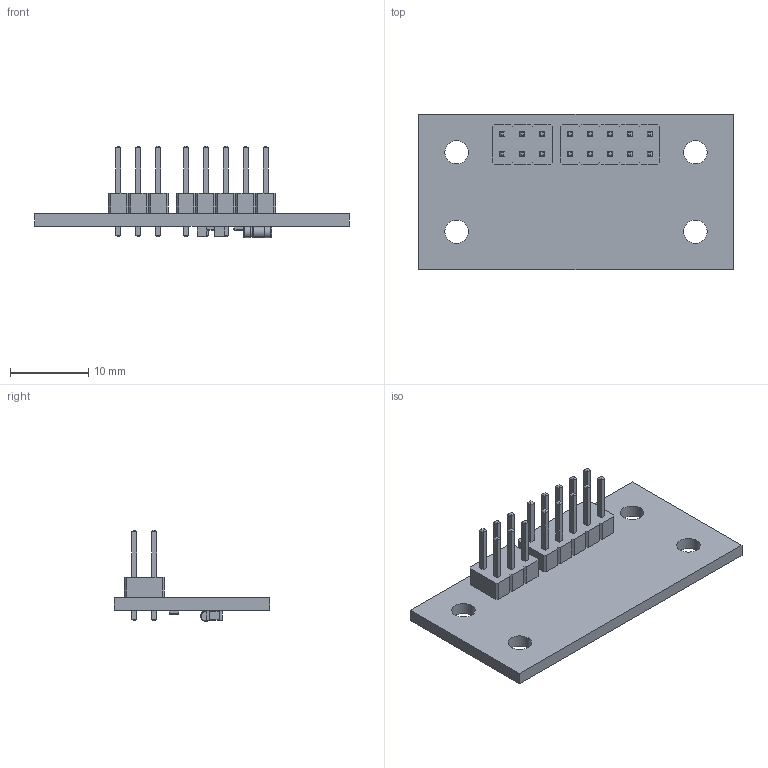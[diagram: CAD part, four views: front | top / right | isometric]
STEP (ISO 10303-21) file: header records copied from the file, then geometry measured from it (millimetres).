
FILE_DESCRIPTION(('KiCad electronic assembly'),'2;1');
FILE_NAME('ALTIMET02A.step','2023-01-20T12:40:23',('Pcbnew'),('Kicad'), 'Open CASCADE STEP processor 7.5','KiCad to STEP converter','Unknown' );
FILE_SCHEMA(('AUTOMOTIVE_DESIGN { 1 0 10303 214 1 1 1 1 }'));
Length unit declared in the file: millimetre
Products named in the file (12): ALTIMET02A 1; PinHeader_2x05_P2.54mm_Vertical; SOLID; PinHeader_2x03_P2.54mm_Vertical; R_0805_2012Metric; C_0805_2012Metric; D_MiniMELF; tmpvlpt_id7 PCB
Assembly tree (13 placements, depth 3):
  ALTIMET02A 1
    PinHeader_2x05_P2.54mm_Vertical
      SOLID
    PinHeader_2x03_P2.54mm_Vertical
      SOLID
    R_0805_2012Metric  x2
      SOLID
    C_0805_2012Metric  x2
      SOLID
    D_MiniMELF
      SOLID
    tmpvlpt_id7 PCB
Bounding box: 40.13 x 19.81 x 11.64 mm (x, y, z)
Volume: 1541.8 mm3; surface area: 2619.7 mm2
Topology: 8 solids, 8 shells, 491 faces, 1167 edges, 732 vertices
Faces by surface type: plane 424, cylinder 65, revolution 2
Full cylindrical faces by diameter (mm): 0.889 x16, 1.35 x2, 1.4 x3, 3 x4
Entity records: 28911 total; most frequent: CARTESIAN_POINT 4546, DIRECTION 4017, LINE 2897, VECTOR 2897, ORIENTED_EDGE 2054, PCURVE 2054, DEFINITIONAL_REPRESENTATION 2054, EDGE_CURVE 1027
